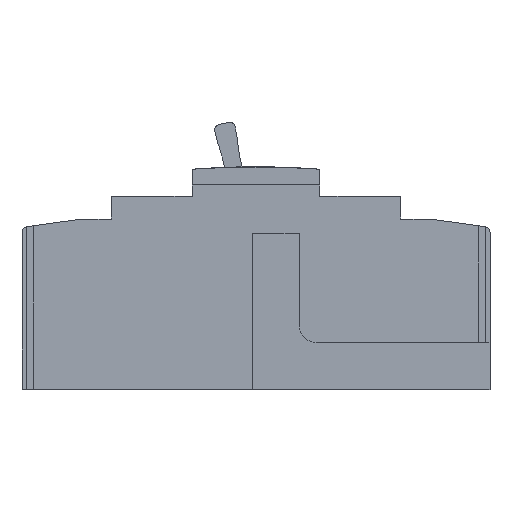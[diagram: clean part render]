
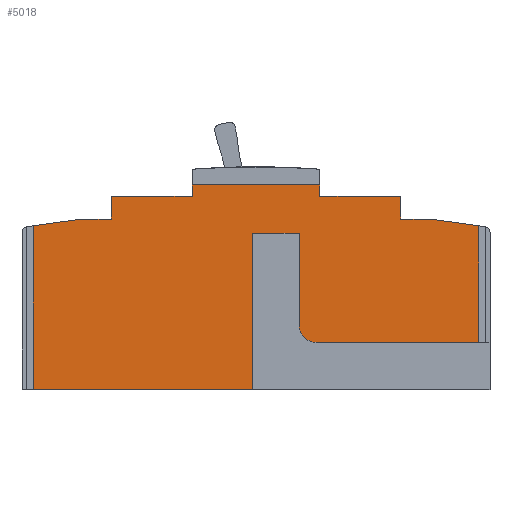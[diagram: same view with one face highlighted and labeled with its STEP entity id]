
A CAD part, top view. The second image highlights one B-rep face of the part: STEP entity #5018.
In plain terms, the highlighted planar face has unit normal (0, 0, 1).
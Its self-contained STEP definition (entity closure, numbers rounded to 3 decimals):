
#193=DIRECTION('',(1.,0.,0.));
#194=VECTOR('',#193,77.25);
#195=CARTESIAN_POINT('',(-78.5,0.,52.5));
#196=LINE('',#195,#194);
#750=DIRECTION('',(-1.,0.,0.));
#751=VECTOR('',#750,57.25);
#752=CARTESIAN_POINT('',(78.5,16.5,52.5));
#753=LINE('',#752,#751);
#754=CARTESIAN_POINT('',(21.25,22.5,52.5));
#755=DIRECTION('',(0.,0.,1.));
#756=DIRECTION('',(-1.,0.,0.));
#757=AXIS2_PLACEMENT_3D('',#754,#755,#756);
#759=DIRECTION('',(0.,1.,0.));
#760=VECTOR('',#759,32.5);
#761=CARTESIAN_POINT('',(15.25,22.5,52.5));
#762=LINE('',#761,#760);
#763=DIRECTION('',(-1.,0.,0.));
#764=VECTOR('',#763,16.5);
#765=CARTESIAN_POINT('',(15.25,55.,52.5));
#766=LINE('',#765,#764);
#767=DIRECTION('',(0.,1.,0.));
#768=VECTOR('',#767,55.);
#769=CARTESIAN_POINT('',(-1.25,0.,52.5));
#770=LINE('',#769,#768);
#771=DIRECTION('',(0.,1.,0.));
#772=VECTOR('',#771,57.611);
#773=CARTESIAN_POINT('',(-78.5,0.,52.5));
#774=LINE('',#773,#772);
#775=DIRECTION('',(0.99,0.139,0.));
#776=VECTOR('',#775,17.167);
#777=CARTESIAN_POINT('',(-78.5,57.611,52.5));
#778=LINE('',#777,#776);
#779=DIRECTION('',(0.,-1.,0.));
#780=VECTOR('',#779,8.);
#781=CARTESIAN_POINT('',(-51.,68.,52.5));
#782=LINE('',#781,#780);
#783=DIRECTION('',(-1.,0.,0.));
#784=VECTOR('',#783,28.5);
#785=CARTESIAN_POINT('',(-22.5,68.,52.5));
#786=LINE('',#785,#784);
#787=DIRECTION('',(0.,-1.,0.));
#788=VECTOR('',#787,4.);
#789=CARTESIAN_POINT('',(-22.5,72.,52.5));
#790=LINE('',#789,#788);
#791=DIRECTION('',(-1.,0.,0.));
#792=VECTOR('',#791,45.);
#793=CARTESIAN_POINT('',(22.5,72.,52.5));
#794=LINE('',#793,#792);
#795=DIRECTION('',(0.,1.,0.));
#796=VECTOR('',#795,4.);
#797=CARTESIAN_POINT('',(22.5,68.,52.5));
#798=LINE('',#797,#796);
#799=DIRECTION('',(-1.,0.,0.));
#800=VECTOR('',#799,28.5);
#801=CARTESIAN_POINT('',(51.,68.,52.5));
#802=LINE('',#801,#800);
#803=DIRECTION('',(0.,1.,0.));
#804=VECTOR('',#803,8.);
#805=CARTESIAN_POINT('',(51.,60.,52.5));
#806=LINE('',#805,#804);
#807=DIRECTION('',(0.99,-0.139,0.));
#808=VECTOR('',#807,17.167);
#809=CARTESIAN_POINT('',(61.5,60.,52.5));
#810=LINE('',#809,#808);
#811=DIRECTION('',(0.,1.,0.));
#812=VECTOR('',#811,41.111);
#813=CARTESIAN_POINT('',(78.5,16.5,52.5));
#814=LINE('',#813,#812);
#1142=DIRECTION('',(1.,0.,0.));
#1143=VECTOR('',#1142,10.5);
#1144=CARTESIAN_POINT('',(51.,60.,52.5));
#1145=LINE('',#1144,#1143);
#1324=DIRECTION('',(1.,0.,0.));
#1325=VECTOR('',#1324,10.5);
#1326=CARTESIAN_POINT('',(-61.5,60.,52.5));
#1327=LINE('',#1326,#1325);
#3211=CARTESIAN_POINT('',(51.,68.,52.5));
#3213=VERTEX_POINT('',#3211);
#3215=CARTESIAN_POINT('',(-51.,68.,52.5));
#3217=VERTEX_POINT('',#3215);
#3219=CARTESIAN_POINT('',(51.,60.,52.5));
#3221=VERTEX_POINT('',#3219);
#3223=CARTESIAN_POINT('',(-51.,60.,52.5));
#3225=VERTEX_POINT('',#3223);
#3231=CARTESIAN_POINT('',(22.5,72.,52.5));
#3232=CARTESIAN_POINT('',(-22.5,72.,52.5));
#3233=VERTEX_POINT('',#3231);
#3234=VERTEX_POINT('',#3232);
#3236=CARTESIAN_POINT('',(-22.5,68.,52.5));
#3238=VERTEX_POINT('',#3236);
#3241=CARTESIAN_POINT('',(22.5,68.,52.5));
#3242=VERTEX_POINT('',#3241);
#3443=CARTESIAN_POINT('',(61.5,60.,52.5));
#3445=VERTEX_POINT('',#3443);
#3463=CARTESIAN_POINT('',(-61.5,60.,52.5));
#3465=VERTEX_POINT('',#3463);
#3505=CARTESIAN_POINT('',(-78.5,0.,52.5));
#3507=VERTEX_POINT('',#3505);
#3557=CARTESIAN_POINT('',(-78.5,57.611,52.5));
#3558=VERTEX_POINT('',#3557);
#3665=CARTESIAN_POINT('',(78.5,57.611,52.5));
#3666=VERTEX_POINT('',#3665);
#3833=CARTESIAN_POINT('',(-1.25,0.,52.5));
#3834=VERTEX_POINT('',#3833);
#3835=CARTESIAN_POINT('',(78.5,16.5,52.5));
#3836=CARTESIAN_POINT('',(21.25,16.5,52.5));
#3837=VERTEX_POINT('',#3835);
#3838=VERTEX_POINT('',#3836);
#3839=CARTESIAN_POINT('',(15.25,22.5,52.5));
#3840=VERTEX_POINT('',#3839);
#3841=CARTESIAN_POINT('',(15.25,55.,52.5));
#3842=VERTEX_POINT('',#3841);
#3843=CARTESIAN_POINT('',(-1.25,55.,52.5));
#3844=VERTEX_POINT('',#3843);
#4976=CARTESIAN_POINT('',(-82.5,0.,52.5));
#4977=DIRECTION('',(0.,0.,1.));
#4978=DIRECTION('',(1.,0.,0.));
#4979=AXIS2_PLACEMENT_3D('',#4976,#4977,#4978);
#4980=PLANE('',#4979);
#4982=ORIENTED_EDGE('',*,*,#4981,.T.);
#4984=ORIENTED_EDGE('',*,*,#4983,.F.);
#4986=ORIENTED_EDGE('',*,*,#4985,.T.);
#4988=ORIENTED_EDGE('',*,*,#4987,.T.);
#4990=ORIENTED_EDGE('',*,*,#4989,.F.);
#4991=ORIENTED_EDGE('',*,*,#4254,.F.);
#4992=ORIENTED_EDGE('',*,*,#4971,.T.);
#4993=ORIENTED_EDGE('',*,*,#4872,.T.);
#4995=ORIENTED_EDGE('',*,*,#4994,.T.);
#4997=ORIENTED_EDGE('',*,*,#4996,.F.);
#4999=ORIENTED_EDGE('',*,*,#4998,.F.);
#5001=ORIENTED_EDGE('',*,*,#5000,.F.);
#5003=ORIENTED_EDGE('',*,*,#5002,.F.);
#5005=ORIENTED_EDGE('',*,*,#5004,.F.);
#5007=ORIENTED_EDGE('',*,*,#5006,.F.);
#5009=ORIENTED_EDGE('',*,*,#5008,.F.);
#5011=ORIENTED_EDGE('',*,*,#5010,.T.);
#5013=ORIENTED_EDGE('',*,*,#5012,.T.);
#5015=ORIENTED_EDGE('',*,*,#5014,.F.);
#5016=EDGE_LOOP('',(#4982,#4984,#4986,#4988,#4990,#4991,#4992,#4993,#4995,#4997,
#4999,#5001,#5003,#5005,#5007,#5009,#5011,#5013,#5015));
#5017=FACE_OUTER_BOUND('',#5016,.F.);
#5018=ADVANCED_FACE('',(#5017),#4980,.T.);
#758=CIRCLE('',#757,6.);
#4254=EDGE_CURVE('',#3507,#3834,#196,.T.);
#4872=EDGE_CURVE('',#3558,#3465,#778,.T.);
#4971=EDGE_CURVE('',#3507,#3558,#774,.T.);
#4981=EDGE_CURVE('',#3837,#3838,#753,.T.);
#4983=EDGE_CURVE('',#3840,#3838,#758,.T.);
#4985=EDGE_CURVE('',#3840,#3842,#762,.T.);
#4987=EDGE_CURVE('',#3842,#3844,#766,.T.);
#4989=EDGE_CURVE('',#3834,#3844,#770,.T.);
#4994=EDGE_CURVE('',#3465,#3225,#1327,.T.);
#4996=EDGE_CURVE('',#3217,#3225,#782,.T.);
#4998=EDGE_CURVE('',#3238,#3217,#786,.T.);
#5000=EDGE_CURVE('',#3234,#3238,#790,.T.);
#5002=EDGE_CURVE('',#3233,#3234,#794,.T.);
#5004=EDGE_CURVE('',#3242,#3233,#798,.T.);
#5006=EDGE_CURVE('',#3213,#3242,#802,.T.);
#5008=EDGE_CURVE('',#3221,#3213,#806,.T.);
#5010=EDGE_CURVE('',#3221,#3445,#1145,.T.);
#5012=EDGE_CURVE('',#3445,#3666,#810,.T.);
#5014=EDGE_CURVE('',#3837,#3666,#814,.T.);
